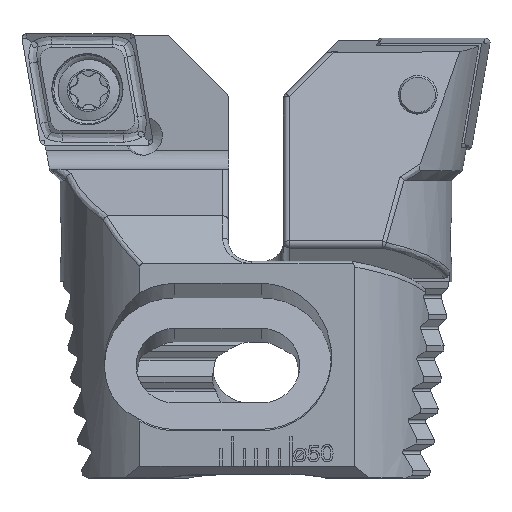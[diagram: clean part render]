
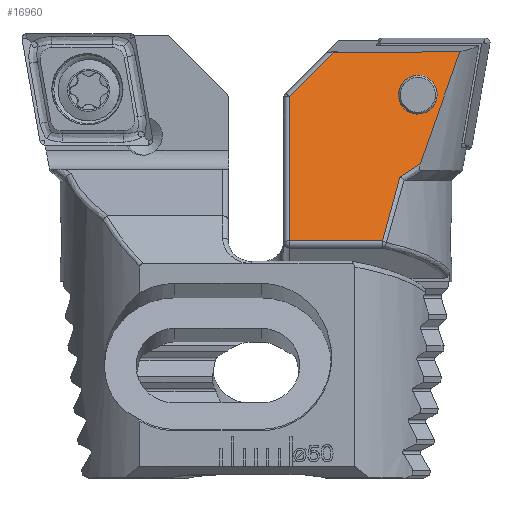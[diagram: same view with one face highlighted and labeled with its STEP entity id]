
A CAD part, top view. The second image highlights one B-rep face of the part: STEP entity #16960.
In plain terms, the highlighted face is planar.
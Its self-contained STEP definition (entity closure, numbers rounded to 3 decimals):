
#21 = CARTESIAN_POINT ( 'NONE',  ( 9.746, -6.231, -9.188 ) ) ;
#71 = VERTEX_POINT ( 'NONE', #17804 ) ;
#343 = CARTESIAN_POINT ( 'NONE',  ( 2.578, -1.567, -7.938 ) ) ;
#800 = VERTEX_POINT ( 'NONE', #19253 ) ;
#802 = ORIENTED_EDGE ( 'NONE', *, *, #10591, .T. ) ;
#861 = LINE ( 'NONE', #11534, #13591 ) ;
#1041 = VECTOR ( 'NONE', #2536, 1000. ) ;
#1379 = CARTESIAN_POINT ( 'NONE',  ( 5.833, -3.625, -8.489 ) ) ;
#1579 = VECTOR ( 'NONE', #4361, 1000. ) ;
#1724 = VERTEX_POINT ( 'NONE', #8342 ) ;
#1958 = EDGE_CURVE ( 'NONE', #10452, #8692, #9225, .T. ) ;
#2143 =( BOUNDED_CURVE ( )  B_SPLINE_CURVE ( 3, ( #11925, #17864, #19403, #16404, #21, #5936, #1379 ),
 .UNSPECIFIED., .T., .T. ) 
 B_SPLINE_CURVE_WITH_KNOTS ( ( 4, 3, 4 ),
 ( 0., 3.142, 6.283 ),
 .UNSPECIFIED. ) 
 CURVE ( )  GEOMETRIC_REPRESENTATION_ITEM ( )  RATIONAL_B_SPLINE_CURVE ( ( 1., 0.333, 0.333, 1., 0.333, 0.333, 1. ) ) 
 REPRESENTATION_ITEM ( '' )  );
#2536 = DIRECTION ( 'NONE',  ( -1., 0., 0. ) ) ;
#2629 = DIRECTION ( 'NONE',  ( 0., -0.966, -0.259 ) ) ;
#3530 = DIRECTION ( 'NONE',  ( -0.98, -0.192, -0.051 ) ) ;
#4361 = DIRECTION ( 'NONE',  ( -1., 0.007, 0.002 ) ) ;
#4578 = DIRECTION ( 'NONE',  ( 0., -0.966, -0.259 ) ) ;
#4683 = CARTESIAN_POINT ( 'NONE',  ( 3.654, -4.93, -8.839 ) ) ;
#4745 = ORIENTED_EDGE ( 'NONE', *, *, #1958, .T. ) ;
#4846 = CARTESIAN_POINT ( 'NONE',  ( 6.519, -11.507, -10.601 ) ) ;
#4866 = CARTESIAN_POINT ( 'NONE',  ( 4.78, -8.121, -9.694 ) ) ;
#4887 = EDGE_CURVE ( 'NONE', #19272, #17997, #4958, .T. ) ;
#4908 = CARTESIAN_POINT ( 'NONE',  ( 7.686, -12.263, -10.804 ) ) ;
#4958 =( BOUNDED_CURVE ( )  B_SPLINE_CURVE ( 3, ( #16727, #10595, #8884, #18181 ),
 .UNSPECIFIED., .F., .T. ) 
 B_SPLINE_CURVE_WITH_KNOTS ( ( 4, 4 ),
 ( 3.848, 3.984 ),
 .UNSPECIFIED. ) 
 CURVE ( )  GEOMETRIC_REPRESENTATION_ITEM ( )  RATIONAL_B_SPLINE_CURVE ( ( 1., 0.998, 0.998, 1. ) ) 
 REPRESENTATION_ITEM ( '' )  );
#5171 = DIRECTION ( 'NONE',  ( 0.695, -0.695, -0.186 ) ) ;
#5758 = EDGE_CURVE ( 'NONE', #8692, #71, #861, .T. ) ;
#5883 = EDGE_CURVE ( 'NONE', #800, #9572, #7219, .T. ) ;
#5936 = CARTESIAN_POINT ( 'NONE',  ( 9.067, -2.993, -8.32 ) ) ;
#6947 = FACE_BOUND ( 'NONE', #13180, .T. ) ;
#7165 = ORIENTED_EDGE ( 'NONE', *, *, #15105, .F. ) ;
#7219 = LINE ( 'NONE', #13374, #1579 ) ;
#7424 = ORIENTED_EDGE ( 'NONE', *, *, #12131, .T. ) ;
#8061 = CARTESIAN_POINT ( 'NONE',  ( 7.098, -11.891, -10.704 ) ) ;
#8342 = CARTESIAN_POINT ( 'NONE',  ( 5.947, -11.113, -10.496 ) ) ;
#8692 = VERTEX_POINT ( 'NONE', #18980 ) ;
#8884 = CARTESIAN_POINT ( 'NONE',  ( 8.152, -14.213, -11.326 ) ) ;
#8991 = VECTOR ( 'NONE', #5171, 1000. ) ;
#9225 = LINE ( 'NONE', #17105, #8991 ) ;
#9397 = CARTESIAN_POINT ( 'NONE',  ( 5.833, -3.625, -8.489 ) ) ;
#9572 = VERTEX_POINT ( 'NONE', #13281 ) ;
#9610 = LINE ( 'NONE', #18543, #17632 ) ;
#9668 = EDGE_LOOP ( 'NONE', ( #12963, #802, #18886, #7165, #4745, #11228, #19397, #11799 ) ) ;
#10452 = VERTEX_POINT ( 'NONE', #19084 ) ;
#10591 = EDGE_CURVE ( 'NONE', #1724, #9572, #14948, .T. ) ;
#10595 = CARTESIAN_POINT ( 'NONE',  ( 8.653, -16.041, -11.816 ) ) ;
#11018 = CARTESIAN_POINT ( 'NONE',  ( 5.947, -11.113, -10.496 ) ) ;
#11145 = CARTESIAN_POINT ( 'NONE',  ( 9.185, -17.738, -12.271 ) ) ;
#11228 = ORIENTED_EDGE ( 'NONE', *, *, #5758, .T. ) ;
#11442 = EDGE_CURVE ( 'NONE', #17997, #1724, #17668, .T. ) ;
#11534 = CARTESIAN_POINT ( 'NONE',  ( 17.15, -0.381, -7.62 ) ) ;
#11799 = ORIENTED_EDGE ( 'NONE', *, *, #4887, .T. ) ;
#11925 = CARTESIAN_POINT ( 'NONE',  ( 5.833, -3.625, -8.489 ) ) ;
#12131 = EDGE_CURVE ( 'NONE', #19266, #19266, #2143, .T. ) ;
#12477 = AXIS2_PLACEMENT_3D ( 'NONE', #13461, #18217, #4578 ) ;
#12963 = ORIENTED_EDGE ( 'NONE', *, *, #11442, .T. ) ;
#13180 = EDGE_LOOP ( 'NONE', ( #7424 ) ) ;
#13281 = CARTESIAN_POINT ( 'NONE',  ( 2.578, -1.567, -7.938 ) ) ;
#13374 = CARTESIAN_POINT ( 'NONE',  ( 39.14, -1.81, -8.003 ) ) ;
#13461 = CARTESIAN_POINT ( 'NONE',  ( 39.15, -0.381, -7.62 ) ) ;
#13591 = VECTOR ( 'NONE', #2629, 1000. ) ;
#14948 =( BOUNDED_CURVE ( )  B_SPLINE_CURVE ( 3, ( #16678, #4866, #4683, #343 ),
 .UNSPECIFIED., .F., .T. ) 
 B_SPLINE_CURVE_WITH_KNOTS ( ( 4, 4 ),
 ( 4.093, 4.273 ),
 .UNSPECIFIED. ) 
 CURVE ( )  GEOMETRIC_REPRESENTATION_ITEM ( )  RATIONAL_B_SPLINE_CURVE ( ( 1., 0.997, 0.997, 1. ) ) 
 REPRESENTATION_ITEM ( '' )  );
#15105 = EDGE_CURVE ( 'NONE', #10452, #800, #9610, .T. ) ;
#15175 = PLANE ( 'NONE',  #12477 ) ;
#16404 = CARTESIAN_POINT ( 'NONE',  ( 6.512, -6.864, -9.357 ) ) ;
#16678 = CARTESIAN_POINT ( 'NONE',  ( 5.947, -11.113, -10.496 ) ) ;
#16727 = CARTESIAN_POINT ( 'NONE',  ( 9.185, -17.738, -12.271 ) ) ;
#16960 = ADVANCED_FACE ( 'NONE', ( #6947, #18500 ), #15175, .F. ) ;
#16971 = CARTESIAN_POINT ( 'NONE',  ( 7.686, -12.263, -10.804 ) ) ;
#17105 = CARTESIAN_POINT ( 'NONE',  ( 25.179, -13.416, -11.113 ) ) ;
#17632 = VECTOR ( 'NONE', #3530, 1000. ) ;
#17652 = EDGE_CURVE ( 'NONE', #71, #19272, #18696, .T. ) ;
#17668 = B_SPLINE_CURVE_WITH_KNOTS ( 'NONE', 3,
 ( #16971, #8061, #4846, #11018 ),
 .UNSPECIFIED., .F., .F.,
 ( 4, 4 ),
 ( 0., 0.002 ),
 .UNSPECIFIED. ) ;
#17804 = CARTESIAN_POINT ( 'NONE',  ( 17.15, -17.738, -12.271 ) ) ;
#17864 = CARTESIAN_POINT ( 'NONE',  ( 2.598, -4.258, -8.659 ) ) ;
#17997 = VERTEX_POINT ( 'NONE', #4908 ) ;
#18181 = CARTESIAN_POINT ( 'NONE',  ( 7.686, -12.263, -10.804 ) ) ;
#18217 = DIRECTION ( 'NONE',  ( 0., -0.259, 0.966 ) ) ;
#18500 = FACE_OUTER_BOUND ( 'NONE', #9668, .T. ) ;
#18543 = CARTESIAN_POINT ( 'NONE',  ( 38.361, 3.385, -6.611 ) ) ;
#18696 = LINE ( 'NONE', #19056, #1041 ) ;
#18886 = ORIENTED_EDGE ( 'NONE', *, *, #5883, .F. ) ;
#18980 = CARTESIAN_POINT ( 'NONE',  ( 17.15, -5.387, -8.961 ) ) ;
#19056 = CARTESIAN_POINT ( 'NONE',  ( 39.15, -17.738, -12.271 ) ) ;
#19084 = CARTESIAN_POINT ( 'NONE',  ( 13.283, -1.52, -7.925 ) ) ;
#19253 = CARTESIAN_POINT ( 'NONE',  ( 12.702, -1.634, -7.956 ) ) ;
#19266 = VERTEX_POINT ( 'NONE', #9397 ) ;
#19272 = VERTEX_POINT ( 'NONE', #11145 ) ;
#19397 = ORIENTED_EDGE ( 'NONE', *, *, #17652, .T. ) ;
#19403 = CARTESIAN_POINT ( 'NONE',  ( 3.277, -7.497, -9.527 ) ) ;
